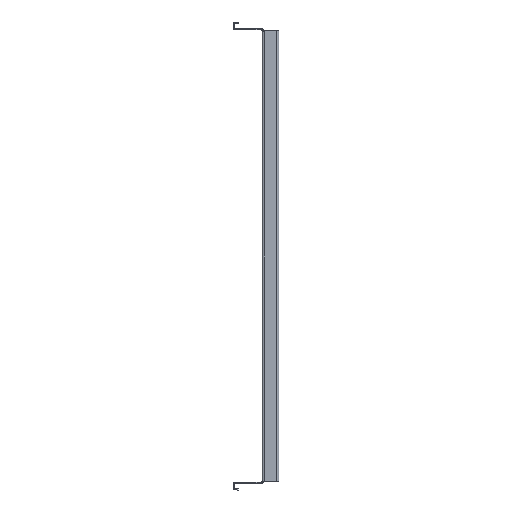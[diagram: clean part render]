
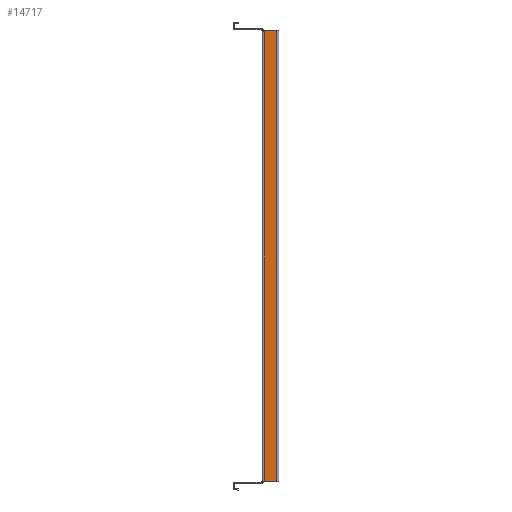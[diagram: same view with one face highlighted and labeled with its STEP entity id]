
A CAD part, left-side view. The second image highlights one B-rep face of the part: STEP entity #14717.
In plain terms, the highlighted planar face has unit normal (-1, 0, 0).
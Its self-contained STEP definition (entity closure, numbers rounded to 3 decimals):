
#78 = ORIENTED_EDGE ( 'NONE', *, *, #4981, .T. ) ;
#89 = VERTEX_POINT ( 'NONE', #7539 ) ;
#195 = CARTESIAN_POINT ( 'NONE',  ( -180., -29., -443. ) ) ;
#476 = ORIENTED_EDGE ( 'NONE', *, *, #12149, .T. ) ;
#503 = CARTESIAN_POINT ( 'NONE',  ( -180., -29., -443. ) ) ;
#769 = CARTESIAN_POINT ( 'NONE',  ( -180., -4., 443. ) ) ;
#2124 = CARTESIAN_POINT ( 'NONE',  ( -180., -4., 0. ) ) ;
#2406 = DIRECTION ( 'NONE',  ( -1., 0., 0. ) ) ;
#2490 = CARTESIAN_POINT ( 'NONE',  ( -180., 0., 0. ) ) ;
#3019 = EDGE_LOOP ( 'NONE', ( #8644, #78, #5756, #476 ) ) ;
#3235 = CARTESIAN_POINT ( 'NONE',  ( -180., 0., 443. ) ) ;
#4503 = DIRECTION ( 'NONE',  ( 0., 0., -1. ) ) ;
#4785 = VERTEX_POINT ( 'NONE', #195 ) ;
#4835 = CARTESIAN_POINT ( 'NONE',  ( -180., -29., 443. ) ) ;
#4981 = EDGE_CURVE ( 'NONE', #4785, #11849, #6797, .T. ) ;
#5438 = DIRECTION ( 'NONE',  ( 0., 0., 1. ) ) ;
#5756 = ORIENTED_EDGE ( 'NONE', *, *, #6039, .T. ) ;
#5772 = DIRECTION ( 'NONE',  ( 0., 1., 0. ) ) ;
#6039 = EDGE_CURVE ( 'NONE', #11849, #13608, #10632, .T. ) ;
#6057 = DIRECTION ( 'NONE',  ( 0., -1., 0. ) ) ;
#6094 = VECTOR ( 'NONE', #11410, 1000. ) ;
#6549 = LINE ( 'NONE', #13955, #6094 ) ;
#6797 = LINE ( 'NONE', #503, #7000 ) ;
#7000 = VECTOR ( 'NONE', #5438, 1000. ) ;
#7046 = LINE ( 'NONE', #2124, #15700 ) ;
#7539 = CARTESIAN_POINT ( 'NONE',  ( -180., -4., -443. ) ) ;
#7853 = EDGE_CURVE ( 'NONE', #89, #4785, #6549, .T. ) ;
#8644 = ORIENTED_EDGE ( 'NONE', *, *, #7853, .T. ) ;
#10632 = LINE ( 'NONE', #3235, #13907 ) ;
#11410 = DIRECTION ( 'NONE',  ( 0., -1., 0. ) ) ;
#11849 = VERTEX_POINT ( 'NONE', #4835 ) ;
#12149 = EDGE_CURVE ( 'NONE', #13608, #89, #7046, .T. ) ;
#12349 = PLANE ( 'NONE',  #12639 ) ;
#12639 = AXIS2_PLACEMENT_3D ( 'NONE', #2490, #2406, #6057 ) ;
#13608 = VERTEX_POINT ( 'NONE', #769 ) ;
#13907 = VECTOR ( 'NONE', #5772, 1000. ) ;
#13955 = CARTESIAN_POINT ( 'NONE',  ( -180., 0., -443. ) ) ;
#14504 = FACE_OUTER_BOUND ( 'NONE', #3019, .T. ) ;
#14717 = ADVANCED_FACE ( 'NONE', ( #14504 ), #12349, .T. ) ;
#15700 = VECTOR ( 'NONE', #4503, 1000. ) ;
